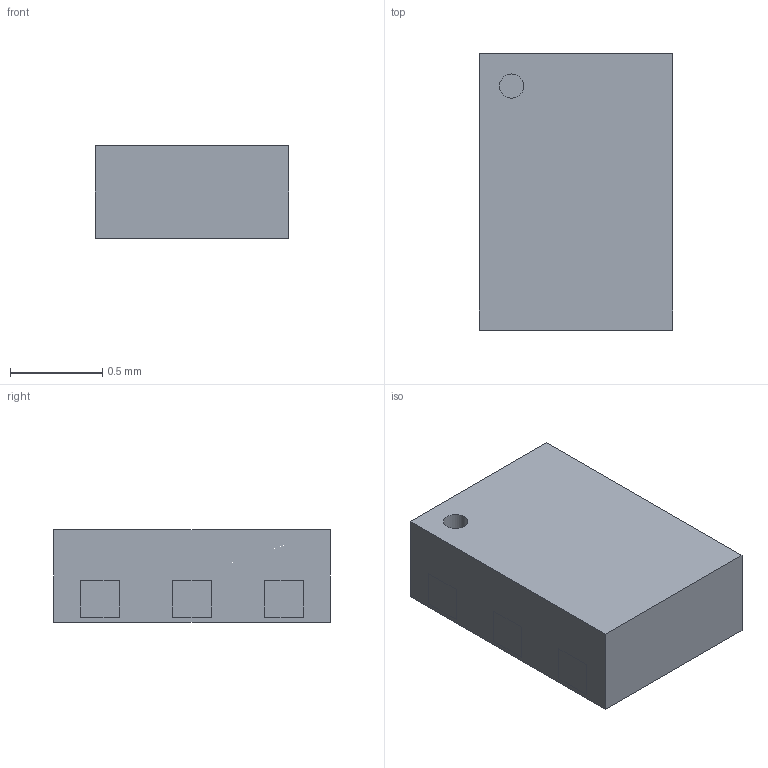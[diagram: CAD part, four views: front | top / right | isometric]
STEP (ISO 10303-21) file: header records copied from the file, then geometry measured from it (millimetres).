
FILE_DESCRIPTION(('Open CASCADE Model'),'2;1');
FILE_NAME('Open CASCADE Shape Model','2026-01-27T22:14:38',('Author'),( 'Open CASCADE'),'Open CASCADE STEP processor 7.5','Open CASCADE 7.5' ,'Unknown');
FILE_SCHEMA(('AUTOMOTIVE_DESIGN { 1 0 10303 214 1 1 1 1 }'));
Length unit declared in the file: millimetre
Products named in the file (9): PCB; Designator1; 12717094864; Open CASCADE STEP translator 7.5 73.1; Body; Open CASCADE STEP translator 7.5 73.2.1; Pin Shape; Open CASCADE STEP translator 7.5 73.3.1; Open CASCADE STEP translator 7.5 73.3.2
Assembly tree (12 placements, depth 4):
  PCB
  Designator1
    12717094864
      Open CASCADE STEP translator 7.5 73.1
      Body
        Open CASCADE STEP translator 7.5 73.2.1
      Pin Shape  x6
        Open CASCADE STEP translator 7.5 73.3.1
        Open CASCADE STEP translator 7.5 73.3.2
Bounding box: 1.05 x 1.5 x 0.5 mm (x, y, z)
Volume: 0.8 mm3; surface area: 6.8 mm2
Topology: 7 solids, 14 shells, 51 faces, 112 edges, 83 vertices
Faces by surface type: plane 50, cylinder 1
Full cylindrical faces by diameter (mm): 0.131 x1
Entity records: 641 total; most frequent: DIRECTION 93, CARTESIAN_POINT 84, ORIENTED_EDGE 59, AXIS2_PLACEMENT_3D 32, EDGE_CURVE 32, LINE 29, VECTOR 29, VERTEX_POINT 23
